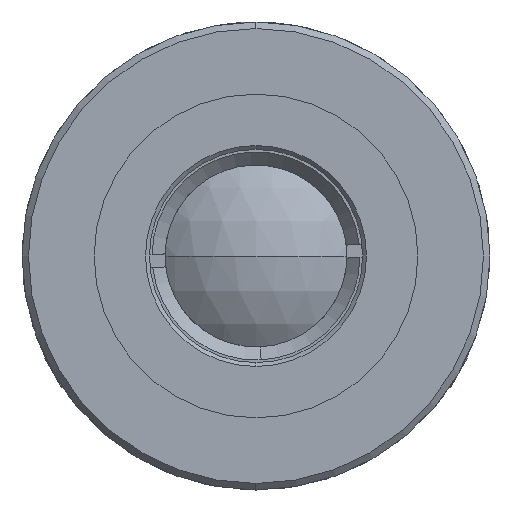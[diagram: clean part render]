
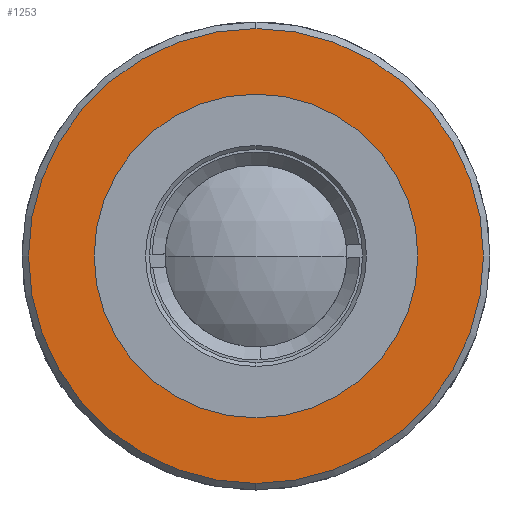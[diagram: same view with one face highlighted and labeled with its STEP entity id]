
A CAD part, left-side view. The second image highlights one B-rep face of the part: STEP entity #1253.
In plain terms, the highlighted planar face has unit normal (-1, 0, 0).
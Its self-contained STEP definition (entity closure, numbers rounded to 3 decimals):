
#244 = CARTESIAN_POINT ( 'NONE',  ( -5.002, 0., 17.5 ) ) ;
#353 = AXIS2_PLACEMENT_3D ( 'NONE', #4757, #2818, #2753 ) ;
#501 = EDGE_LOOP ( 'NONE', ( #2798, #2102 ) ) ;
#581 = CARTESIAN_POINT ( 'NONE',  ( -5.002, 0., 12.45 ) ) ;
#647 = DIRECTION ( 'NONE',  ( 0., 0., -1. ) ) ;
#744 = EDGE_CURVE ( 'NONE', #4950, #2353, #2998, .T. ) ;
#906 = CIRCLE ( 'NONE', #3083, 17.5 ) ;
#1253 = ADVANCED_FACE ( 'NONE', ( #1582, #1276 ), #3131, .F. ) ;
#1276 = FACE_BOUND ( 'NONE', #4421, .T. ) ;
#1407 = CIRCLE ( 'NONE', #1723, 12.45 ) ;
#1421 = CARTESIAN_POINT ( 'NONE',  ( -5.002, 0., 0. ) ) ;
#1485 = CARTESIAN_POINT ( 'NONE',  ( -5.002, 0., 0. ) ) ;
#1565 = DIRECTION ( 'NONE',  ( -1., 0., 0. ) ) ;
#1582 = FACE_OUTER_BOUND ( 'NONE', #501, .T. ) ;
#1723 = AXIS2_PLACEMENT_3D ( 'NONE', #3190, #1565, #1999 ) ;
#1765 = DIRECTION ( 'NONE',  ( 0., 0., -1. ) ) ;
#1867 = DIRECTION ( 'NONE',  ( -1., 0., 0. ) ) ;
#1999 = DIRECTION ( 'NONE',  ( 0., 0., 1. ) ) ;
#2102 = ORIENTED_EDGE ( 'NONE', *, *, #3311, .T. ) ;
#2169 = CARTESIAN_POINT ( 'NONE',  ( -5.002, 0., 0. ) ) ;
#2225 = EDGE_CURVE ( 'NONE', #2248, #4414, #906, .T. ) ;
#2248 = VERTEX_POINT ( 'NONE', #2407 ) ;
#2353 = VERTEX_POINT ( 'NONE', #581 ) ;
#2407 = CARTESIAN_POINT ( 'NONE',  ( -5.002, 0., -17.5 ) ) ;
#2632 = DIRECTION ( 'NONE',  ( -1., 0., 0. ) ) ;
#2650 = DIRECTION ( 'NONE',  ( 0., 0., 1. ) ) ;
#2753 = DIRECTION ( 'NONE',  ( 0., 0., -1. ) ) ;
#2798 = ORIENTED_EDGE ( 'NONE', *, *, #2225, .T. ) ;
#2818 = DIRECTION ( 'NONE',  ( 1., 0., 0. ) ) ;
#2998 = CIRCLE ( 'NONE', #4058, 12.45 ) ;
#3083 = AXIS2_PLACEMENT_3D ( 'NONE', #2169, #1867, #1765 ) ;
#3108 = ORIENTED_EDGE ( 'NONE', *, *, #744, .F. ) ;
#3131 = PLANE ( 'NONE',  #353 ) ;
#3190 = CARTESIAN_POINT ( 'NONE',  ( -5.002, 0., 0. ) ) ;
#3311 = EDGE_CURVE ( 'NONE', #4414, #2248, #3497, .T. ) ;
#3439 = EDGE_CURVE ( 'NONE', #2353, #4950, #1407, .T. ) ;
#3497 = CIRCLE ( 'NONE', #4139, 17.5 ) ;
#3915 = CARTESIAN_POINT ( 'NONE',  ( -5.002, 0., -12.45 ) ) ;
#4058 = AXIS2_PLACEMENT_3D ( 'NONE', #1421, #4677, #2650 ) ;
#4139 = AXIS2_PLACEMENT_3D ( 'NONE', #1485, #2632, #647 ) ;
#4263 = ORIENTED_EDGE ( 'NONE', *, *, #3439, .F. ) ;
#4414 = VERTEX_POINT ( 'NONE', #244 ) ;
#4421 = EDGE_LOOP ( 'NONE', ( #4263, #3108 ) ) ;
#4677 = DIRECTION ( 'NONE',  ( -1., 0., 0. ) ) ;
#4757 = CARTESIAN_POINT ( 'NONE',  ( -5.002, 18., 0. ) ) ;
#4950 = VERTEX_POINT ( 'NONE', #3915 ) ;
